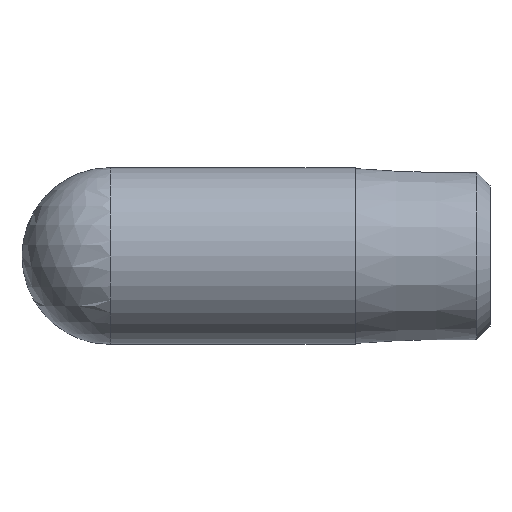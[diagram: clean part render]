
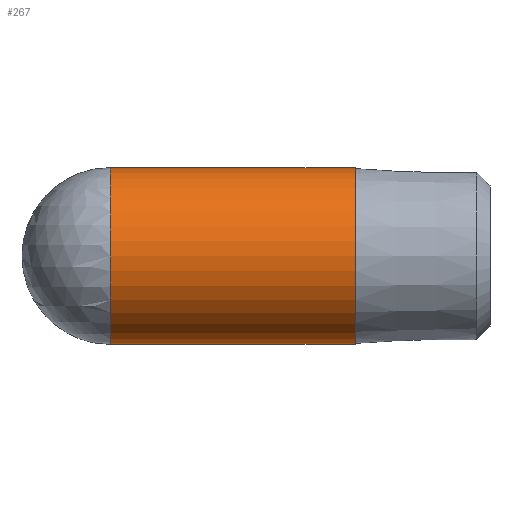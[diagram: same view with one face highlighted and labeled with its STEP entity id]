
A CAD part, left-side view. The second image highlights one B-rep face of the part: STEP entity #267.
In plain terms, the highlighted cylindrical face has radius 6.75 mm (diameter 13.5 mm), a full revolution.
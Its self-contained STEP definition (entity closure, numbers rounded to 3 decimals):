
#21=ELLIPSE('',#323,11.051,6.75);
#22=ELLIPSE('',#324,11.051,6.75);
#27=CYLINDRICAL_SURFACE('',#327,6.75);
#51=FACE_OUTER_BOUND('',#73,.T.);
#73=EDGE_LOOP('',(#229,#230,#231,#232,#233,#234));
#85=LINE('',#597,#95);
#95=VECTOR('',#417,6.75);
#107=CIRCLE('',#308,6.75);
#115=CIRCLE('',#328,6.75);
#127=VERTEX_POINT('',#461);
#135=VERTEX_POINT('',#588);
#136=VERTEX_POINT('',#589);
#137=VERTEX_POINT('',#591);
#153=EDGE_CURVE('',#127,#127,#107,.T.);
#167=EDGE_CURVE('',#135,#136,#21,.T.);
#168=EDGE_CURVE('',#136,#137,#22,.T.);
#171=EDGE_CURVE('',#127,#136,#85,.T.);
#172=EDGE_CURVE('',#135,#137,#115,.T.);
#229=ORIENTED_EDGE('',*,*,#153,.T.);
#230=ORIENTED_EDGE('',*,*,#171,.T.);
#231=ORIENTED_EDGE('',*,*,#167,.F.);
#232=ORIENTED_EDGE('',*,*,#172,.T.);
#233=ORIENTED_EDGE('',*,*,#168,.F.);
#234=ORIENTED_EDGE('',*,*,#171,.F.);
#267=ADVANCED_FACE('',(#51),#27,.T.);
#308=AXIS2_PLACEMENT_3D('',#462,#373,#374);
#323=AXIS2_PLACEMENT_3D('',#590,#407,#408);
#324=AXIS2_PLACEMENT_3D('',#592,#409,#410);
#327=AXIS2_PLACEMENT_3D('',#596,#415,#416);
#328=AXIS2_PLACEMENT_3D('',#598,#418,#419);
#373=DIRECTION('center_axis',(0.,1.,0.));
#374=DIRECTION('ref_axis',(-1.,0.,0.));
#407=DIRECTION('center_axis',(0.792,0.611,0.));
#408=DIRECTION('ref_axis',(0.611,-0.792,0.));
#409=DIRECTION('center_axis',(0.792,0.611,0.));
#410=DIRECTION('ref_axis',(0.611,-0.792,0.));
#415=DIRECTION('center_axis',(0.,-1.,0.));
#416=DIRECTION('ref_axis',(-1.,0.,0.));
#417=DIRECTION('',(0.,1.,0.));
#418=DIRECTION('center_axis',(0.,-1.,0.));
#419=DIRECTION('ref_axis',(-1.,0.,0.));
#461=CARTESIAN_POINT('',(6.75,-18.7,0.));
#462=CARTESIAN_POINT('Origin',(0.,-18.7,0.));
#588=CARTESIAN_POINT('',(0.,0.,6.75));
#589=CARTESIAN_POINT('',(6.75,-8.75,0.));
#590=CARTESIAN_POINT('Origin',(0.,0.,
0.));
#591=CARTESIAN_POINT('',(0.,0.,-6.75));
#592=CARTESIAN_POINT('Origin',(0.,0.,
0.));
#596=CARTESIAN_POINT('Origin',(0.,0.,0.));
#597=CARTESIAN_POINT('',(6.75,0.,0.));
#598=CARTESIAN_POINT('Origin',(0.,0.,0.));
